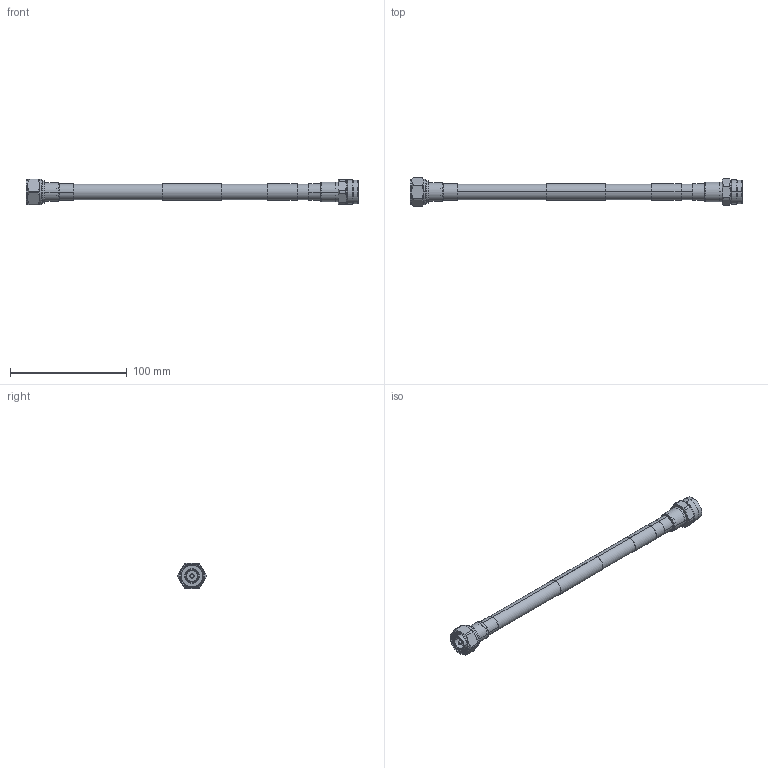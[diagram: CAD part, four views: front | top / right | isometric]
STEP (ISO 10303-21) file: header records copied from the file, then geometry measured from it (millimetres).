
FILE_DESCRIPTION (( 'STEP AP214' ), '1' );
FILE_NAME ('FMC00776_3D.step', '2023-03-06T20:18:53', ( '' ), ( '' ), 'SwSTEP 2.0', 'SolidWorks 2022', '' );
FILE_SCHEMA (( 'AUTOMOTIVE_DESIGN' ));
Length unit declared in the file: inch
Products named in the file (6): SPO-500 Ø.530 jacket^FMC00776; TC-500-4310M-LP^FMC00776; TC-500-NM-LP-LC^FMC00776; FMC00776_3D; heat shrink conn 2^FMC00776_conn 1; heat shrink conn 1^FMC00776_conn 1
Assembly tree (5 placements, depth 2):
  FMC00776_3D
    SPO-500 Ø.530 jacket^FMC00776
    TC-500-4310M-LP^FMC00776
    heat shrink conn 1^FMC00776_conn 1
    TC-500-NM-LP-LC^FMC00776
    heat shrink conn 2^FMC00776_conn 1
Bounding box: 284.52 x 24.49 x 22 mm (x, y, z)
Volume: 43726 mm3; surface area: 31116.6 mm2
Topology: 10 solids, 10 shells, 275 faces, 634 edges, 395 vertices
Faces by surface type: cylinder 121, plane 66, cone 64, torus 16, bspline 8
Entity records: 10651 total; most frequent: CARTESIAN_POINT 4016, DIRECTION 1352, ORIENTED_EDGE 1268, EDGE_CURVE 634, AXIS2_PLACEMENT_3D 564, VERTEX_POINT 395, EDGE_LOOP 303, CIRCLE 289
